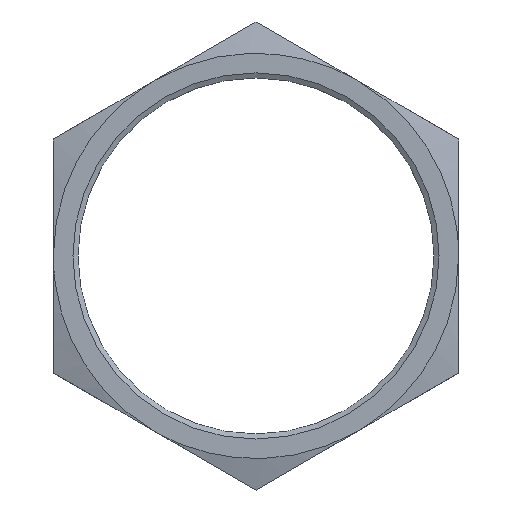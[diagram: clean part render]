
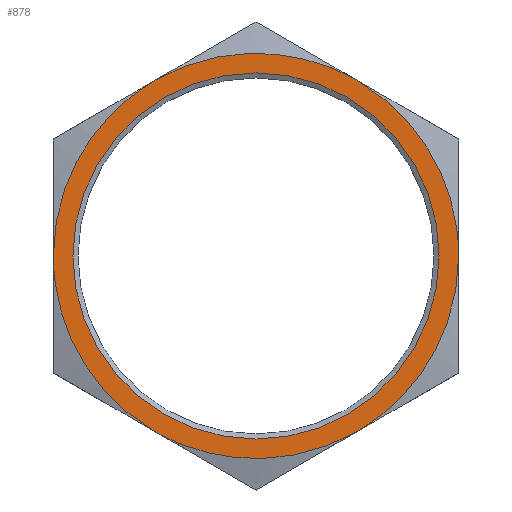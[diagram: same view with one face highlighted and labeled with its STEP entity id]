
A CAD part, top view. The second image highlights one B-rep face of the part: STEP entity #878.
In plain terms, the highlighted planar face has unit normal (0, 0, 1).
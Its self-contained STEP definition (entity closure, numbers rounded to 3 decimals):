
#275=AXIS2_PLACEMENT_3D('Circle Axis2P3D',#273,#274,$) ;
#766=AXIS2_PLACEMENT_3D('Circle Axis2P3D',#764,#765,$) ;
#780=AXIS2_PLACEMENT_3D('Plane Axis2P3D',#777,#778,#779) ;
#270=CARTESIAN_POINT('Vertex',(3.375,40.415,7.)) ;
#273=CARTESIAN_POINT('Axis2P3D Location',(35.,40.415,7.)) ;
#277=CARTESIAN_POINT('Vertex',(66.625,40.415,7.)) ;
#376=CARTESIAN_POINT('Vertex',(17.5,10.104,7.)) ;
#451=CARTESIAN_POINT('Vertex',(0.,40.415,7.)) ;
#526=CARTESIAN_POINT('Vertex',(17.5,70.726,7.)) ;
#601=CARTESIAN_POINT('Vertex',(52.5,70.726,7.)) ;
#676=CARTESIAN_POINT('Vertex',(70.,40.415,7.)) ;
#734=CARTESIAN_POINT('Vertex',(52.5,10.104,7.)) ;
#764=CARTESIAN_POINT('Axis2P3D Location',(35.,40.415,7.)) ;
#777=CARTESIAN_POINT('Axis2P3D Location',(35.,40.415,7.)) ;
#783=CARTESIAN_POINT('Control Point',(70.,40.415,7.)) ;
#784=CARTESIAN_POINT('Control Point',(70.,37.227,7.)) ;
#785=CARTESIAN_POINT('Control Point',(69.637,34.039,7.)) ;
#786=CARTESIAN_POINT('Control Point',(68.911,30.906,7.)) ;
#787=CARTESIAN_POINT('Control Point',(66.758,24.86,7.)) ;
#788=CARTESIAN_POINT('Control Point',(63.302,19.453,7.)) ;
#789=CARTESIAN_POINT('Control Point',(61.271,16.959,7.)) ;
#790=CARTESIAN_POINT('Control Point',(58.288,14.047,7.)) ;
#791=CARTESIAN_POINT('Control Point',(54.93,11.62,7.)) ;
#792=CARTESIAN_POINT('Control Point',(54.136,11.086,7.)) ;
#793=CARTESIAN_POINT('Control Point',(53.326,10.581,7.)) ;
#794=CARTESIAN_POINT('Control Point',(52.5,10.104,7.)) ;
#797=CARTESIAN_POINT('Control Point',(52.5,70.726,7.)) ;
#798=CARTESIAN_POINT('Control Point',(55.261,69.132,7.)) ;
#799=CARTESIAN_POINT('Control Point',(57.84,67.224,7.)) ;
#800=CARTESIAN_POINT('Control Point',(60.191,65.028,7.)) ;
#801=CARTESIAN_POINT('Control Point',(64.35,60.141,7.)) ;
#802=CARTESIAN_POINT('Control Point',(67.304,54.444,7.)) ;
#803=CARTESIAN_POINT('Control Point',(68.449,51.439,7.)) ;
#804=CARTESIAN_POINT('Control Point',(69.479,47.4,7.)) ;
#805=CARTESIAN_POINT('Control Point',(69.902,43.277,7.)) ;
#806=CARTESIAN_POINT('Control Point',(69.968,42.322,7.)) ;
#807=CARTESIAN_POINT('Control Point',(70.,41.369,7.)) ;
#808=CARTESIAN_POINT('Control Point',(70.,40.415,7.)) ;
#811=CARTESIAN_POINT('Control Point',(17.5,70.726,7.)) ;
#812=CARTESIAN_POINT('Control Point',(20.261,72.32,7.)) ;
#813=CARTESIAN_POINT('Control Point',(23.203,73.6,7.)) ;
#814=CARTESIAN_POINT('Control Point',(26.28,74.537,7.)) ;
#815=CARTESIAN_POINT('Control Point',(32.592,75.696,7.)) ;
#816=CARTESIAN_POINT('Control Point',(39.002,75.406,7.)) ;
#817=CARTESIAN_POINT('Control Point',(42.178,74.895,7.)) ;
#818=CARTESIAN_POINT('Control Point',(46.191,73.767,7.)) ;
#819=CARTESIAN_POINT('Control Point',(49.972,72.072,7.)) ;
#820=CARTESIAN_POINT('Control Point',(50.832,71.651,7.)) ;
#821=CARTESIAN_POINT('Control Point',(51.674,71.203,7.)) ;
#822=CARTESIAN_POINT('Control Point',(52.5,70.726,7.)) ;
#825=CARTESIAN_POINT('Control Point',(0.,40.415,7.)) ;
#826=CARTESIAN_POINT('Control Point',(0.,43.603,7.)) ;
#827=CARTESIAN_POINT('Control Point',(0.363,46.791,7.)) ;
#828=CARTESIAN_POINT('Control Point',(1.089,49.924,7.)) ;
#829=CARTESIAN_POINT('Control Point',(3.242,55.97,7.)) ;
#830=CARTESIAN_POINT('Control Point',(6.698,61.377,7.)) ;
#831=CARTESIAN_POINT('Control Point',(8.729,63.871,7.)) ;
#832=CARTESIAN_POINT('Control Point',(11.712,66.783,7.)) ;
#833=CARTESIAN_POINT('Control Point',(15.07,69.21,7.)) ;
#834=CARTESIAN_POINT('Control Point',(15.864,69.744,7.)) ;
#835=CARTESIAN_POINT('Control Point',(16.674,70.249,7.)) ;
#836=CARTESIAN_POINT('Control Point',(17.5,70.726,7.)) ;
#839=CARTESIAN_POINT('Control Point',(17.5,10.104,7.)) ;
#840=CARTESIAN_POINT('Control Point',(14.739,11.698,7.)) ;
#841=CARTESIAN_POINT('Control Point',(12.16,13.606,7.)) ;
#842=CARTESIAN_POINT('Control Point',(9.809,15.802,7.)) ;
#843=CARTESIAN_POINT('Control Point',(5.65,20.689,7.)) ;
#844=CARTESIAN_POINT('Control Point',(2.696,26.386,7.)) ;
#845=CARTESIAN_POINT('Control Point',(1.551,29.391,7.)) ;
#846=CARTESIAN_POINT('Control Point',(0.521,33.43,7.)) ;
#847=CARTESIAN_POINT('Control Point',(0.098,37.553,7.)) ;
#848=CARTESIAN_POINT('Control Point',(0.032,38.508,7.)) ;
#849=CARTESIAN_POINT('Control Point',(0.,39.461,7.)) ;
#850=CARTESIAN_POINT('Control Point',(0.,40.415,7.)) ;
#853=CARTESIAN_POINT('Control Point',(52.5,10.104,7.)) ;
#854=CARTESIAN_POINT('Control Point',(49.739,8.51,7.)) ;
#855=CARTESIAN_POINT('Control Point',(46.797,7.23,7.)) ;
#856=CARTESIAN_POINT('Control Point',(43.72,6.293,7.)) ;
#857=CARTESIAN_POINT('Control Point',(37.408,5.134,7.)) ;
#858=CARTESIAN_POINT('Control Point',(30.998,5.424,7.)) ;
#859=CARTESIAN_POINT('Control Point',(27.822,5.935,7.)) ;
#860=CARTESIAN_POINT('Control Point',(23.809,7.063,7.)) ;
#861=CARTESIAN_POINT('Control Point',(20.028,8.758,7.)) ;
#862=CARTESIAN_POINT('Control Point',(19.168,9.179,7.)) ;
#863=CARTESIAN_POINT('Control Point',(18.326,9.627,7.)) ;
#864=CARTESIAN_POINT('Control Point',(17.5,10.104,7.)) ;
#274=DIRECTION('Axis2P3D Direction',(0.,0.,1.)) ;
#765=DIRECTION('Axis2P3D Direction',(0.,0.,1.)) ;
#778=DIRECTION('Axis2P3D Direction',(0.,0.,1.)) ;
#779=DIRECTION('Axis2P3D XDirection',(1.,0.,0.)) ;
#867=ORIENTED_EDGE('',*,*,#795,.F.) ;
#868=ORIENTED_EDGE('',*,*,#809,.F.) ;
#869=ORIENTED_EDGE('',*,*,#823,.F.) ;
#870=ORIENTED_EDGE('',*,*,#837,.F.) ;
#871=ORIENTED_EDGE('',*,*,#851,.F.) ;
#872=ORIENTED_EDGE('',*,*,#865,.F.) ;
#875=ORIENTED_EDGE('',*,*,#279,.T.) ;
#876=ORIENTED_EDGE('',*,*,#768,.T.) ;
#877=FACE_BOUND('',#874,.T.) ;
#878=ADVANCED_FACE('Schnitt-Rotation1',(#873,#877),#781,.T.) ;
#782=B_SPLINE_CURVE_WITH_KNOTS('',5,(#783,#784,#785,#786,#787,#788,#789,#790,#791,#792,#793,#794),.UNSPECIFIED.,.F.,.U.,(6,3,3,6),(0.,22.586,45.173,51.929),.UNSPECIFIED.) ;
#796=B_SPLINE_CURVE_WITH_KNOTS('',5,(#797,#798,#799,#800,#801,#802,#803,#804,#805,#806,#807,#808),.UNSPECIFIED.,.F.,.U.,(6,3,3,6),(0.,22.586,45.173,51.929),.UNSPECIFIED.) ;
#810=B_SPLINE_CURVE_WITH_KNOTS('',5,(#811,#812,#813,#814,#815,#816,#817,#818,#819,#820,#821,#822),.UNSPECIFIED.,.F.,.U.,(6,3,3,6),(0.,22.586,45.173,51.929),.UNSPECIFIED.) ;
#824=B_SPLINE_CURVE_WITH_KNOTS('',5,(#825,#826,#827,#828,#829,#830,#831,#832,#833,#834,#835,#836),.UNSPECIFIED.,.F.,.U.,(6,3,3,6),(0.,22.586,45.173,51.929),.UNSPECIFIED.) ;
#838=B_SPLINE_CURVE_WITH_KNOTS('',5,(#839,#840,#841,#842,#843,#844,#845,#846,#847,#848,#849,#850),.UNSPECIFIED.,.F.,.U.,(6,3,3,6),(0.,22.586,45.173,51.929),.UNSPECIFIED.) ;
#852=B_SPLINE_CURVE_WITH_KNOTS('',5,(#853,#854,#855,#856,#857,#858,#859,#860,#861,#862,#863,#864),.UNSPECIFIED.,.F.,.U.,(6,3,3,6),(0.,22.586,45.173,51.929),.UNSPECIFIED.) ;
#276=CIRCLE('generated circle',#275,31.625) ;
#767=CIRCLE('generated circle',#766,31.625) ;
#279=EDGE_CURVE('',#278,#271,#276,.F.) ;
#768=EDGE_CURVE('',#271,#278,#767,.F.) ;
#795=EDGE_CURVE('',#677,#735,#782,.T.) ;
#809=EDGE_CURVE('',#602,#677,#796,.T.) ;
#823=EDGE_CURVE('',#527,#602,#810,.T.) ;
#837=EDGE_CURVE('',#452,#527,#824,.T.) ;
#851=EDGE_CURVE('',#377,#452,#838,.T.) ;
#865=EDGE_CURVE('',#735,#377,#852,.T.) ;
#866=EDGE_LOOP('',(#867,#868,#869,#870,#871,#872)) ;
#874=EDGE_LOOP('',(#875,#876)) ;
#873=FACE_OUTER_BOUND('',#866,.T.) ;
#781=PLANE('',#780) ;
#271=VERTEX_POINT('',#270) ;
#278=VERTEX_POINT('',#277) ;
#377=VERTEX_POINT('',#376) ;
#452=VERTEX_POINT('',#451) ;
#527=VERTEX_POINT('',#526) ;
#602=VERTEX_POINT('',#601) ;
#677=VERTEX_POINT('',#676) ;
#735=VERTEX_POINT('',#734) ;
